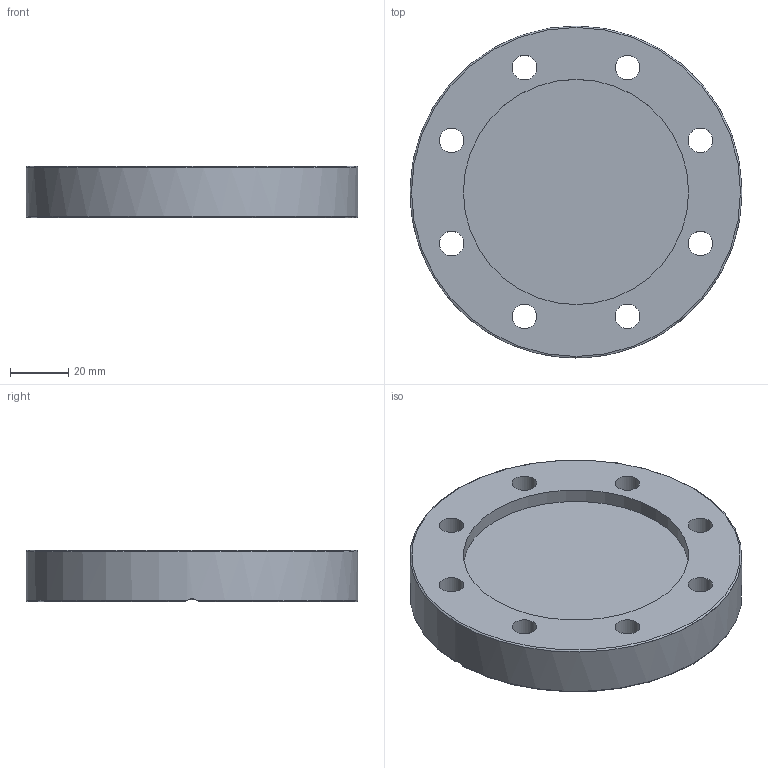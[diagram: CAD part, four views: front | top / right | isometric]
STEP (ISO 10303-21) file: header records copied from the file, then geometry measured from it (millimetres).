
FILE_DESCRIPTION((''),'2;1');
FILE_NAME('F63R-316LNS.stp','2009-03-13T08:26:09',('hasers'),(''),'Autodesk Inventor 2008','Autodesk Inventor 2008','');
FILE_SCHEMA(('AUTOMOTIVE_DESIGN { 1 0 10303 214 1 1 1 1 }'));
Length unit declared in the file: millimetre
Products named in the file (3): F63R-316LNS; CF-R [Subject [Summary]=-316LNS][Title [Summary]=F63RO]; CF-R [Subject [Summary]=-316LNS][Title [Summary]=F63RI]
Assembly tree (2 placements, depth 2):
  F63R-316LNS
    CF-R [Subject [Summary]=-316LNS][Title [Summary]=F63RO]
    CF-R [Subject [Summary]=-316LNS][Title [Summary]=F63RI]
Bounding box: 113.5 x 113.5 x 17.5 mm (x, y, z)
Volume: 140017.8 mm3; surface area: 37961.4 mm2
Topology: 2 solids, 2 shells, 31 faces, 83 edges, 56 vertices
Faces by surface type: bspline 12, torus 6, cylinder 5, plane 5, cone 3
Full cylindrical faces by diameter (mm): 82.4 x1, 83.2 x1, 113.5 x1
Entity records: 1129 total; most frequent: CARTESIAN_POINT 434, DIRECTION 126, ORIENTED_EDGE 98, EDGE_LOOP 70, AXIS2_PLACEMENT_3D 61, EDGE_CURVE 49, VERTEX_POINT 43, FACE_BOUND 39
